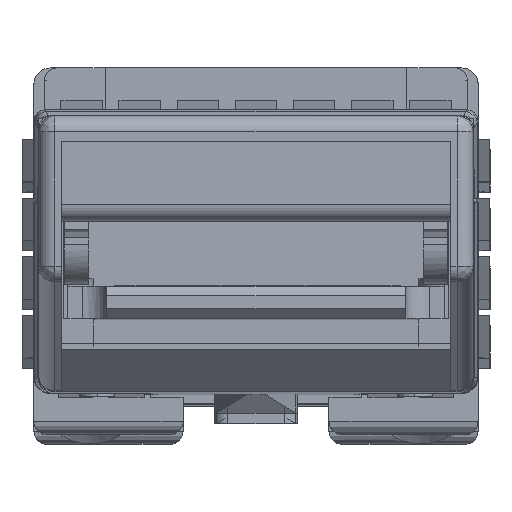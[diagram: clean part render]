
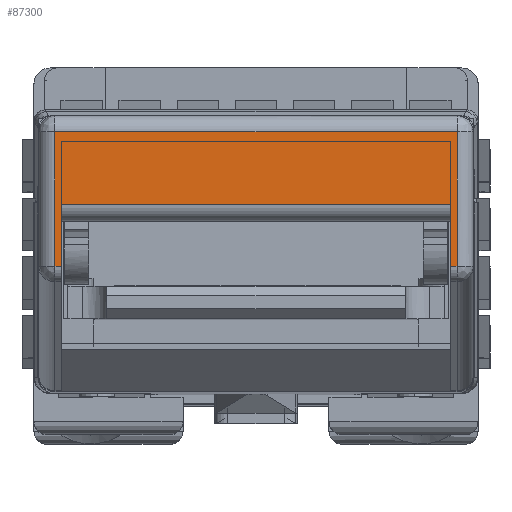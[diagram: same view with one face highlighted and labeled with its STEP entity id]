
A CAD part, top view. The second image highlights one B-rep face of the part: STEP entity #87300.
In plain terms, the highlighted planar face has unit normal (0, 0, 1).
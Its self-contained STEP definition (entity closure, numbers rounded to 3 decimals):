
#241 = AXIS2_PLACEMENT_3D ( 'NONE', #36600, #49975, #8310 ) ;
#859 = EDGE_CURVE ( 'NONE', #83952, #21552, #57412, .T. ) ;
#1684 = DIRECTION ( 'NONE',  ( 0., -1., 0. ) ) ;
#2082 = VECTOR ( 'NONE', #43495, 1000. ) ;
#2086 = CARTESIAN_POINT ( 'NONE',  ( 6.2, 8., 45. ) ) ;
#4435 = EDGE_CURVE ( 'NONE', #54605, #14960, #28822, .T. ) ;
#5056 = EDGE_CURVE ( 'NONE', #14960, #83952, #25439, .T. ) ;
#6227 = VECTOR ( 'NONE', #90522, 1000. ) ;
#7482 = EDGE_CURVE ( 'NONE', #17104, #21552, #11869, .T. ) ;
#8151 = CARTESIAN_POINT ( 'NONE',  ( -6., 5.75, 45. ) ) ;
#8310 = DIRECTION ( 'NONE',  ( 1., 0., 0. ) ) ;
#10140 = DIRECTION ( 'NONE',  ( 0., -1., 0. ) ) ;
#10997 = VECTOR ( 'NONE', #10140, 1000. ) ;
#11587 = VERTEX_POINT ( 'NONE', #66268 ) ;
#11869 = LINE ( 'NONE', #69351, #6227 ) ;
#14960 = VERTEX_POINT ( 'NONE', #41612 ) ;
#15916 = VERTEX_POINT ( 'NONE', #34206 ) ;
#17104 = VERTEX_POINT ( 'NONE', #8151 ) ;
#18522 = LINE ( 'NONE', #44561, #26261 ) ;
#18729 = LINE ( 'NONE', #86246, #2082 ) ;
#19732 = ORIENTED_EDGE ( 'NONE', *, *, #53924, .T. ) ;
#21552 = VERTEX_POINT ( 'NONE', #37491 ) ;
#22426 = CARTESIAN_POINT ( 'NONE',  ( 0., 3.85, 45. ) ) ;
#22796 = CARTESIAN_POINT ( 'NONE',  ( 0., 5.75, 45. ) ) ;
#24240 = VERTEX_POINT ( 'NONE', #59140 ) ;
#25439 = LINE ( 'NONE', #52408, #10997 ) ;
#26261 = VECTOR ( 'NONE', #1684, 1000. ) ;
#27860 = EDGE_CURVE ( 'NONE', #15916, #11587, #18522, .T. ) ;
#28822 = LINE ( 'NONE', #70860, #68918 ) ;
#29239 = LINE ( 'NONE', #22796, #73823 ) ;
#30392 = ORIENTED_EDGE ( 'NONE', *, *, #859, .T. ) ;
#30938 = ORIENTED_EDGE ( 'NONE', *, *, #7482, .F. ) ;
#34206 = CARTESIAN_POINT ( 'NONE',  ( 6., 5.75, 45. ) ) ;
#36600 = CARTESIAN_POINT ( 'NONE',  ( 0., 5.925, 45. ) ) ;
#37491 = CARTESIAN_POINT ( 'NONE',  ( -6., 3.85, 45. ) ) ;
#37985 = VECTOR ( 'NONE', #59075, 1000. ) ;
#38535 = CARTESIAN_POINT ( 'NONE',  ( 6.2, 5.925, 45. ) ) ;
#40128 = CARTESIAN_POINT ( 'NONE',  ( -6.2, 3.85, 45. ) ) ;
#41190 = EDGE_CURVE ( 'NONE', #24240, #11587, #18729, .T. ) ;
#41612 = CARTESIAN_POINT ( 'NONE',  ( -6.2, 8., 45. ) ) ;
#42407 = LINE ( 'NONE', #38535, #37985 ) ;
#43495 = DIRECTION ( 'NONE',  ( -1., 0., 0. ) ) ;
#44561 = CARTESIAN_POINT ( 'NONE',  ( 6., 3.975, 45. ) ) ;
#47692 = ORIENTED_EDGE ( 'NONE', *, *, #4435, .T. ) ;
#49975 = DIRECTION ( 'NONE',  ( 0., 0., 1. ) ) ;
#50028 = ORIENTED_EDGE ( 'NONE', *, *, #27860, .T. ) ;
#52408 = CARTESIAN_POINT ( 'NONE',  ( -6.2, 5.925, 45. ) ) ;
#53924 = EDGE_CURVE ( 'NONE', #17104, #15916, #29239, .T. ) ;
#54605 = VERTEX_POINT ( 'NONE', #2086 ) ;
#56198 = EDGE_LOOP ( 'NONE', ( #47692, #63555, #30392, #30938, #19732, #50028, #80375, #89082 ) ) ;
#57412 = LINE ( 'NONE', #22426, #63027 ) ;
#59075 = DIRECTION ( 'NONE',  ( 0., 1., 0. ) ) ;
#59140 = CARTESIAN_POINT ( 'NONE',  ( 6.2, 3.85, 45. ) ) ;
#63027 = VECTOR ( 'NONE', #74074, 1000. ) ;
#63555 = ORIENTED_EDGE ( 'NONE', *, *, #5056, .T. ) ;
#66268 = CARTESIAN_POINT ( 'NONE',  ( 6., 3.85, 45. ) ) ;
#68918 = VECTOR ( 'NONE', #85217, 1000. ) ;
#69351 = CARTESIAN_POINT ( 'NONE',  ( -6., 3.975, 45. ) ) ;
#70860 = CARTESIAN_POINT ( 'NONE',  ( 0., 8., 45. ) ) ;
#71155 = PLANE ( 'NONE',  #241 ) ;
#72891 = DIRECTION ( 'NONE',  ( 1., 0., 0. ) ) ;
#73823 = VECTOR ( 'NONE', #72891, 1000. ) ;
#74074 = DIRECTION ( 'NONE',  ( 1., 0., 0. ) ) ;
#80375 = ORIENTED_EDGE ( 'NONE', *, *, #41190, .F. ) ;
#83952 = VERTEX_POINT ( 'NONE', #40128 ) ;
#85217 = DIRECTION ( 'NONE',  ( -1., 0., 0. ) ) ;
#85567 = EDGE_CURVE ( 'NONE', #24240, #54605, #42407, .T. ) ;
#86246 = CARTESIAN_POINT ( 'NONE',  ( 5.988, 3.85, 45. ) ) ;
#87300 = ADVANCED_FACE ( 'NONE', ( #89913 ), #71155, .T. ) ;
#89082 = ORIENTED_EDGE ( 'NONE', *, *, #85567, .T. ) ;
#89913 = FACE_OUTER_BOUND ( 'NONE', #56198, .T. ) ;
#90522 = DIRECTION ( 'NONE',  ( 0., -1., 0. ) ) ;
